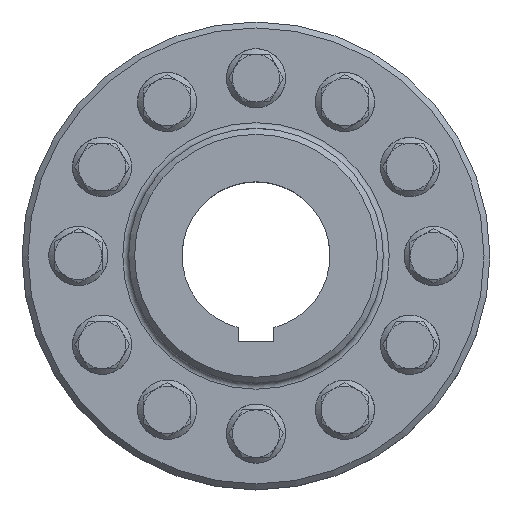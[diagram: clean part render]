
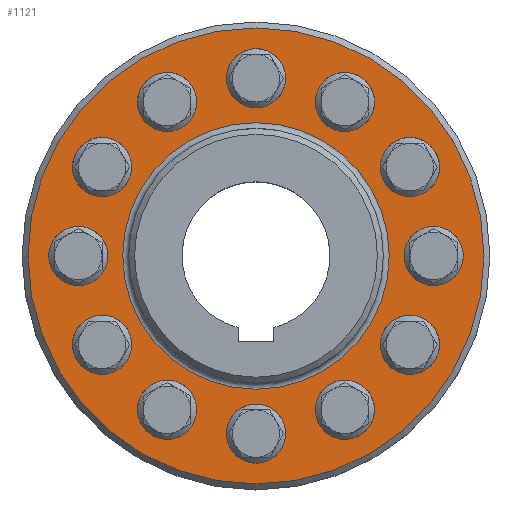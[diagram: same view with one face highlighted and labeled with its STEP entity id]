
A CAD part, top view. The second image highlights one B-rep face of the part: STEP entity #1121.
In plain terms, the highlighted planar face has unit normal (0, 0, 1).
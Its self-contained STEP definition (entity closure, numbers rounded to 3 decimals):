
#327=PLANE('',#1246);
#346=FACE_BOUND('',#574,.T.);
#347=FACE_BOUND('',#575,.T.);
#348=FACE_BOUND('',#576,.T.);
#349=FACE_BOUND('',#577,.T.);
#350=FACE_BOUND('',#578,.T.);
#351=FACE_BOUND('',#579,.T.);
#352=FACE_BOUND('',#580,.T.);
#353=FACE_BOUND('',#581,.T.);
#354=FACE_BOUND('',#582,.T.);
#355=FACE_BOUND('',#583,.T.);
#356=FACE_BOUND('',#584,.T.);
#357=FACE_BOUND('',#585,.T.);
#358=FACE_BOUND('',#586,.T.);
#522=FACE_OUTER_BOUND('',#573,.T.);
#573=EDGE_LOOP('',(#960));
#574=EDGE_LOOP('',(#961));
#575=EDGE_LOOP('',(#962));
#576=EDGE_LOOP('',(#963));
#577=EDGE_LOOP('',(#964));
#578=EDGE_LOOP('',(#965));
#579=EDGE_LOOP('',(#966));
#580=EDGE_LOOP('',(#967));
#581=EDGE_LOOP('',(#968));
#582=EDGE_LOOP('',(#969));
#583=EDGE_LOOP('',(#970));
#584=EDGE_LOOP('',(#971));
#585=EDGE_LOOP('',(#972));
#586=EDGE_LOOP('',(#973));
#635=CIRCLE('',#1193,22.5);
#637=CIRCLE('',#1196,38.5);
#644=CIRCLE('',#1207,5.);
#646=CIRCLE('',#1210,5.);
#648=CIRCLE('',#1213,5.);
#650=CIRCLE('',#1216,5.);
#652=CIRCLE('',#1219,5.);
#654=CIRCLE('',#1222,5.);
#656=CIRCLE('',#1225,5.);
#658=CIRCLE('',#1228,5.);
#660=CIRCLE('',#1231,5.);
#662=CIRCLE('',#1234,5.);
#664=CIRCLE('',#1237,5.);
#666=CIRCLE('',#1240,5.);
#687=VERTEX_POINT('',#1813);
#689=VERTEX_POINT('',#1819);
#699=VERTEX_POINT('',#1915);
#701=VERTEX_POINT('',#1921);
#703=VERTEX_POINT('',#1927);
#705=VERTEX_POINT('',#1933);
#707=VERTEX_POINT('',#1939);
#709=VERTEX_POINT('',#1945);
#711=VERTEX_POINT('',#1951);
#713=VERTEX_POINT('',#1957);
#715=VERTEX_POINT('',#1963);
#717=VERTEX_POINT('',#1969);
#719=VERTEX_POINT('',#1975);
#721=VERTEX_POINT('',#1981);
#761=EDGE_CURVE('',#687,#687,#635,.T.);
#764=EDGE_CURVE('',#689,#689,#637,.T.);
#778=EDGE_CURVE('',#699,#699,#644,.T.);
#781=EDGE_CURVE('',#701,#701,#646,.T.);
#784=EDGE_CURVE('',#703,#703,#648,.T.);
#787=EDGE_CURVE('',#705,#705,#650,.T.);
#790=EDGE_CURVE('',#707,#707,#652,.T.);
#793=EDGE_CURVE('',#709,#709,#654,.T.);
#796=EDGE_CURVE('',#711,#711,#656,.T.);
#799=EDGE_CURVE('',#713,#713,#658,.T.);
#802=EDGE_CURVE('',#715,#715,#660,.T.);
#805=EDGE_CURVE('',#717,#717,#662,.T.);
#808=EDGE_CURVE('',#719,#719,#664,.T.);
#811=EDGE_CURVE('',#721,#721,#666,.T.);
#960=ORIENTED_EDGE('',*,*,#764,.T.);
#961=ORIENTED_EDGE('',*,*,#778,.F.);
#962=ORIENTED_EDGE('',*,*,#781,.F.);
#963=ORIENTED_EDGE('',*,*,#784,.F.);
#964=ORIENTED_EDGE('',*,*,#787,.F.);
#965=ORIENTED_EDGE('',*,*,#790,.F.);
#966=ORIENTED_EDGE('',*,*,#793,.F.);
#967=ORIENTED_EDGE('',*,*,#796,.F.);
#968=ORIENTED_EDGE('',*,*,#799,.F.);
#969=ORIENTED_EDGE('',*,*,#802,.F.);
#970=ORIENTED_EDGE('',*,*,#805,.F.);
#971=ORIENTED_EDGE('',*,*,#808,.F.);
#972=ORIENTED_EDGE('',*,*,#811,.F.);
#973=ORIENTED_EDGE('',*,*,#761,.T.);
#1121=ADVANCED_FACE('',(#522,#346,#347,#348,#349,#350,#351,#352,#353,#354,
#355,#356,#357,#358),#327,.T.);
#1193=AXIS2_PLACEMENT_3D('',#1815,#1390,#1391);
#1196=AXIS2_PLACEMENT_3D('',#1821,#1397,#1398);
#1207=AXIS2_PLACEMENT_3D('',#1917,#1423,#1424);
#1210=AXIS2_PLACEMENT_3D('',#1923,#1430,#1431);
#1213=AXIS2_PLACEMENT_3D('',#1929,#1437,#1438);
#1216=AXIS2_PLACEMENT_3D('',#1935,#1444,#1445);
#1219=AXIS2_PLACEMENT_3D('',#1941,#1451,#1452);
#1222=AXIS2_PLACEMENT_3D('',#1947,#1458,#1459);
#1225=AXIS2_PLACEMENT_3D('',#1953,#1465,#1466);
#1228=AXIS2_PLACEMENT_3D('',#1959,#1472,#1473);
#1231=AXIS2_PLACEMENT_3D('',#1965,#1479,#1480);
#1234=AXIS2_PLACEMENT_3D('',#1971,#1486,#1487);
#1237=AXIS2_PLACEMENT_3D('',#1977,#1493,#1494);
#1240=AXIS2_PLACEMENT_3D('',#1983,#1500,#1501);
#1246=AXIS2_PLACEMENT_3D('',#1997,#1516,#1517);
#1390=DIRECTION('center_axis',(0.,0.,-1.));
#1391=DIRECTION('ref_axis',(1.,0.,0.));
#1397=DIRECTION('center_axis',(0.,0.,1.));
#1398=DIRECTION('ref_axis',(1.,0.,0.));
#1423=DIRECTION('center_axis',(0.,0.,1.));
#1424=DIRECTION('ref_axis',(0.866,-0.5,0.));
#1430=DIRECTION('center_axis',(0.,0.,1.));
#1431=DIRECTION('ref_axis',(0.5,-0.866,0.));
#1437=DIRECTION('center_axis',(0.,0.,1.));
#1438=DIRECTION('ref_axis',(0.,-1.,0.));
#1444=DIRECTION('center_axis',(0.,0.,1.));
#1445=DIRECTION('ref_axis',(-0.5,-0.866,0.));
#1451=DIRECTION('center_axis',(0.,0.,1.));
#1452=DIRECTION('ref_axis',(-0.866,-0.5,0.));
#1458=DIRECTION('center_axis',(0.,0.,1.));
#1459=DIRECTION('ref_axis',(-1.,0.,0.));
#1465=DIRECTION('center_axis',(0.,0.,1.));
#1466=DIRECTION('ref_axis',(-0.866,0.5,0.));
#1472=DIRECTION('center_axis',(0.,0.,1.));
#1473=DIRECTION('ref_axis',(-0.5,0.866,0.));
#1479=DIRECTION('center_axis',(0.,0.,1.));
#1480=DIRECTION('ref_axis',(0.,1.,0.));
#1486=DIRECTION('center_axis',(0.,0.,1.));
#1487=DIRECTION('ref_axis',(0.5,0.866,0.));
#1493=DIRECTION('center_axis',(0.,0.,1.));
#1494=DIRECTION('ref_axis',(0.866,0.5,0.));
#1500=DIRECTION('center_axis',(0.,0.,1.));
#1501=DIRECTION('ref_axis',(1.,0.,0.));
#1516=DIRECTION('center_axis',(0.,0.,1.));
#1517=DIRECTION('ref_axis',(1.,0.,0.));
#1813=CARTESIAN_POINT('',(-22.5,0.,12.));
#1815=CARTESIAN_POINT('Origin',(0.,0.,12.));
#1819=CARTESIAN_POINT('',(38.5,0.,12.));
#1821=CARTESIAN_POINT('Origin',(0.,0.,12.));
#1915=CARTESIAN_POINT('',(10.,25.981,12.));
#1917=CARTESIAN_POINT('Origin',(15.,25.981,12.));
#1921=CARTESIAN_POINT('',(20.981,15.,12.));
#1923=CARTESIAN_POINT('Origin',(25.981,15.,12.));
#1927=CARTESIAN_POINT('',(25.,0.,12.));
#1929=CARTESIAN_POINT('Origin',(30.,0.,12.));
#1933=CARTESIAN_POINT('',(20.981,-15.,12.));
#1935=CARTESIAN_POINT('Origin',(25.981,-15.,12.));
#1939=CARTESIAN_POINT('',(10.,-25.981,12.));
#1941=CARTESIAN_POINT('Origin',(15.,-25.981,12.));
#1945=CARTESIAN_POINT('',(-5.,-30.,12.));
#1947=CARTESIAN_POINT('Origin',(0.,-30.,12.));
#1951=CARTESIAN_POINT('',(-20.,-25.981,12.));
#1953=CARTESIAN_POINT('Origin',(-15.,-25.981,12.));
#1957=CARTESIAN_POINT('',(-30.981,-15.,12.));
#1959=CARTESIAN_POINT('Origin',(-25.981,-15.,12.));
#1963=CARTESIAN_POINT('',(-35.,0.,12.));
#1965=CARTESIAN_POINT('Origin',(-30.,0.,12.));
#1969=CARTESIAN_POINT('',(-30.981,15.,12.));
#1971=CARTESIAN_POINT('Origin',(-25.981,15.,12.));
#1975=CARTESIAN_POINT('',(-20.,25.981,12.));
#1977=CARTESIAN_POINT('Origin',(-15.,25.981,12.));
#1981=CARTESIAN_POINT('',(-5.,30.,12.));
#1983=CARTESIAN_POINT('Origin',(0.,30.,12.));
#1997=CARTESIAN_POINT('Origin',(0.,0.,12.));
